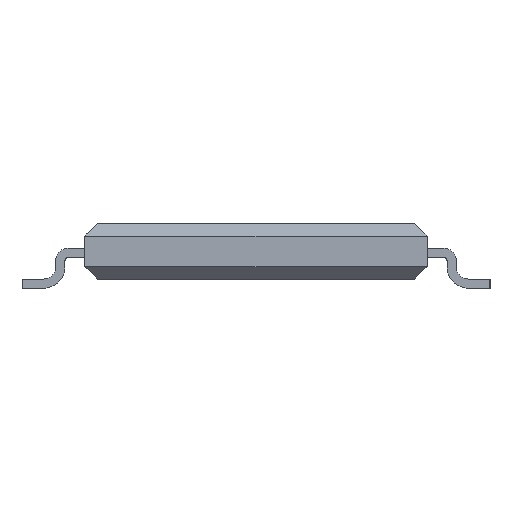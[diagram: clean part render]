
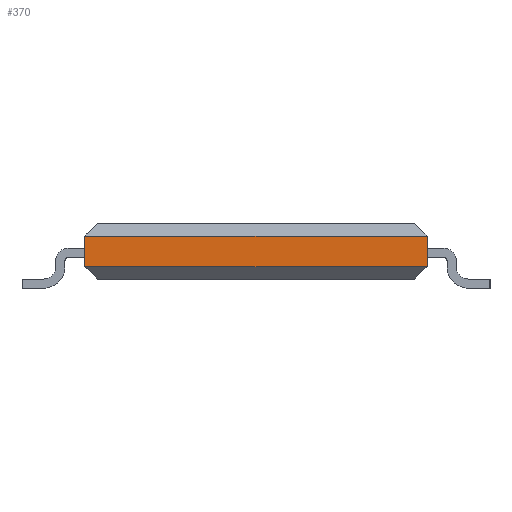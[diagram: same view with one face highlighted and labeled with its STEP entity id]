
A CAD part, front view. The second image highlights one B-rep face of the part: STEP entity #370.
In plain terms, the highlighted planar face has unit normal (0, -1, 0).
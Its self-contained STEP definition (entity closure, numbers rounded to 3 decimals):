
#370 = ADVANCED_FACE ( 'NONE', ( #4170 ), #5115, .F. ) ;
#1210 = EDGE_CURVE ( 'NONE', #3565, #3052, #8828, .T. ) ;
#2201 = EDGE_LOOP ( 'NONE', ( #3450, #3434, #3458, #3404 ) ) ;
#2703 = EDGE_CURVE ( 'NONE', #3061, #3052, #9345, .T. ) ;
#2763 = EDGE_CURVE ( 'NONE', #3565, #3109, #12971, .T. ) ;
#2789 = EDGE_CURVE ( 'NONE', #3109, #3061, #13033, .T. ) ;
#3001 = AXIS2_PLACEMENT_3D ( 'NONE', #5083, #5086, #5116 ) ;
#3052 = VERTEX_POINT ( 'NONE', #12640 ) ;
#3061 = VERTEX_POINT ( 'NONE', #12674 ) ;
#3109 = VERTEX_POINT ( 'NONE', #12671 ) ;
#3404 = ORIENTED_EDGE ( 'NONE', *, *, #2763, .T. ) ;
#3434 = ORIENTED_EDGE ( 'NONE', *, *, #2703, .T. ) ;
#3450 = ORIENTED_EDGE ( 'NONE', *, *, #2789, .T. ) ;
#3458 = ORIENTED_EDGE ( 'NONE', *, *, #1210, .F. ) ;
#3565 = VERTEX_POINT ( 'NONE', #13315 ) ;
#4170 = FACE_OUTER_BOUND ( 'NONE', #2201, .T. ) ;
#5083 = CARTESIAN_POINT ( 'NONE',  ( -2.785, -6.425, 1.05 ) ) ;
#5086 = DIRECTION ( 'NONE',  ( 0., 1., 0. ) ) ;
#5115 = PLANE ( 'NONE',  #3001 ) ;
#5116 = DIRECTION ( 'NONE',  ( 0., 0., 1. ) ) ;
#8828 = LINE ( 'NONE', #11114, #8838 ) ;
#8838 = VECTOR ( 'NONE', #11061, 1000. ) ;
#9345 = LINE ( 'NONE', #12389, #9369 ) ;
#9369 = VECTOR ( 'NONE', #12391, 1000. ) ;
#11061 = DIRECTION ( 'NONE',  ( 0., 0., -1. ) ) ;
#11114 = CARTESIAN_POINT ( 'NONE',  ( 2.785, -6.425, 1.05 ) ) ;
#12389 = CARTESIAN_POINT ( 'NONE',  ( -2.785, -6.425, 0.35 ) ) ;
#12391 = DIRECTION ( 'NONE',  ( 1., 0., 0. ) ) ;
#12512 = DIRECTION ( 'NONE',  ( -1., 0., 0. ) ) ;
#12526 = CARTESIAN_POINT ( 'NONE',  ( -2.785, -6.425, 0.85 ) ) ;
#12554 = DIRECTION ( 'NONE',  ( 0., 0., -1. ) ) ;
#12570 = CARTESIAN_POINT ( 'NONE',  ( -2.785, -6.425, 1.05 ) ) ;
#12640 = CARTESIAN_POINT ( 'NONE',  ( 2.785, -6.425, 0.35 ) ) ;
#12671 = CARTESIAN_POINT ( 'NONE',  ( -2.785, -6.425, 0.85 ) ) ;
#12674 = CARTESIAN_POINT ( 'NONE',  ( -2.785, -6.425, 0.35 ) ) ;
#12969 = VECTOR ( 'NONE', #12512, 1000. ) ;
#12971 = LINE ( 'NONE', #12526, #12969 ) ;
#13006 = VECTOR ( 'NONE', #12554, 1000. ) ;
#13033 = LINE ( 'NONE', #12570, #13006 ) ;
#13315 = CARTESIAN_POINT ( 'NONE',  ( 2.785, -6.425, 0.85 ) ) ;
